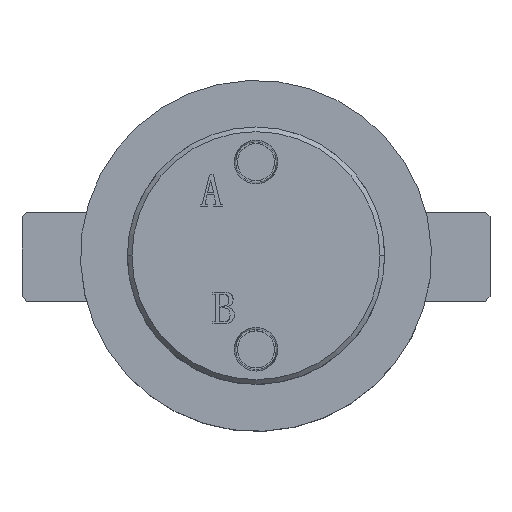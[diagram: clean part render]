
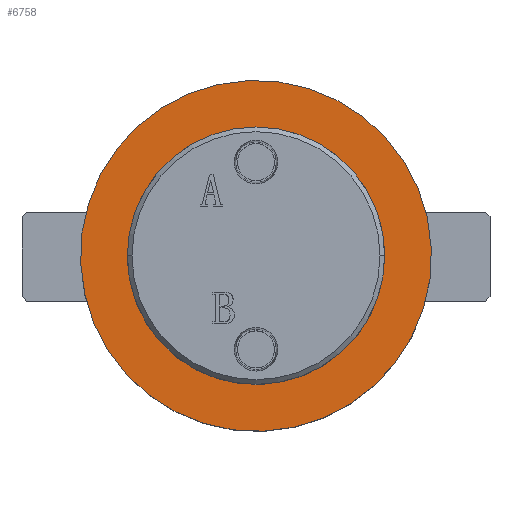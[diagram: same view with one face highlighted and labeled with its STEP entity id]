
A CAD part, top view. The second image highlights one B-rep face of the part: STEP entity #6758.
In plain terms, the highlighted face is planar.
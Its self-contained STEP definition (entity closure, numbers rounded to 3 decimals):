
#199 = EDGE_CURVE ( 'NONE', #2138, #2213, #983, .T. ) ;
#242 = EDGE_CURVE ( 'NONE', #2214, #2176, #921, .T. ) ;
#249 = EDGE_CURVE ( 'NONE', #2213, #2138, #907, .T. ) ;
#270 = EDGE_CURVE ( 'NONE', #2176, #2214, #873, .T. ) ;
#434 = AXIS2_PLACEMENT_3D ( 'NONE', #6691, #6690, #6689 ) ;
#531 = AXIS2_PLACEMENT_3D ( 'NONE', #3696, #3688, #3687 ) ;
#571 = AXIS2_PLACEMENT_3D ( 'NONE', #6744, #6743, #6742 ) ;
#579 = AXIS2_PLACEMENT_3D ( 'NONE', #4735, #4732, #4733 ) ;
#696 = AXIS2_PLACEMENT_3D ( 'NONE', #6672, #6655, #6639 ) ;
#873 = CIRCLE ( 'NONE', #434, 27.5 ) ;
#907 = CIRCLE ( 'NONE', #571, 37.5 ) ;
#921 = CIRCLE ( 'NONE', #696, 27.5 ) ;
#983 = CIRCLE ( 'NONE', #579, 37.5 ) ;
#1118 = CARTESIAN_POINT ( 'NONE',  ( -27.5, 0., 0. ) ) ;
#1174 = CARTESIAN_POINT ( 'NONE',  ( 37.5, 0., 0. ) ) ;
#1182 = CARTESIAN_POINT ( 'NONE',  ( 27.5, 0., 0. ) ) ;
#1414 = FACE_BOUND ( 'NONE', #2825, .T. ) ;
#1425 = FACE_OUTER_BOUND ( 'NONE', #2759, .T. ) ;
#2138 = VERTEX_POINT ( 'NONE', #4366 ) ;
#2176 = VERTEX_POINT ( 'NONE', #1118 ) ;
#2213 = VERTEX_POINT ( 'NONE', #1174 ) ;
#2214 = VERTEX_POINT ( 'NONE', #1182 ) ;
#2759 = EDGE_LOOP ( 'NONE', ( #2844, #2783 ) ) ;
#2783 = ORIENTED_EDGE ( 'NONE', *, *, #249, .F. ) ;
#2825 = EDGE_LOOP ( 'NONE', ( #2829, #2867 ) ) ;
#2829 = ORIENTED_EDGE ( 'NONE', *, *, #270, .T. ) ;
#2844 = ORIENTED_EDGE ( 'NONE', *, *, #199, .F. ) ;
#2867 = ORIENTED_EDGE ( 'NONE', *, *, #242, .T. ) ;
#3687 = DIRECTION ( 'NONE',  ( 1., 0., 0. ) ) ;
#3688 = DIRECTION ( 'NONE',  ( 0., 0., 1. ) ) ;
#3690 = PLANE ( 'NONE',  #531 ) ;
#3696 = CARTESIAN_POINT ( 'NONE',  ( 0., 0., 0. ) ) ;
#4366 = CARTESIAN_POINT ( 'NONE',  ( -37.5, 0., 0. ) ) ;
#4732 = DIRECTION ( 'NONE',  ( 0., 0., 1. ) ) ;
#4733 = DIRECTION ( 'NONE',  ( 1., 0., 0. ) ) ;
#4735 = CARTESIAN_POINT ( 'NONE',  ( 0., 0., 0. ) ) ;
#6639 = DIRECTION ( 'NONE',  ( 1., 0., 0. ) ) ;
#6655 = DIRECTION ( 'NONE',  ( 0., 0., 1. ) ) ;
#6672 = CARTESIAN_POINT ( 'NONE',  ( 0., 0., 0. ) ) ;
#6689 = DIRECTION ( 'NONE',  ( 1., 0., 0. ) ) ;
#6690 = DIRECTION ( 'NONE',  ( 0., 0., 1. ) ) ;
#6691 = CARTESIAN_POINT ( 'NONE',  ( 0., 0., 0. ) ) ;
#6742 = DIRECTION ( 'NONE',  ( 1., 0., 0. ) ) ;
#6743 = DIRECTION ( 'NONE',  ( 0., 0., 1. ) ) ;
#6744 = CARTESIAN_POINT ( 'NONE',  ( 0., 0., 0. ) ) ;
#6758 = ADVANCED_FACE ( 'NONE', ( #1425, #1414 ), #3690, .F. ) ;
